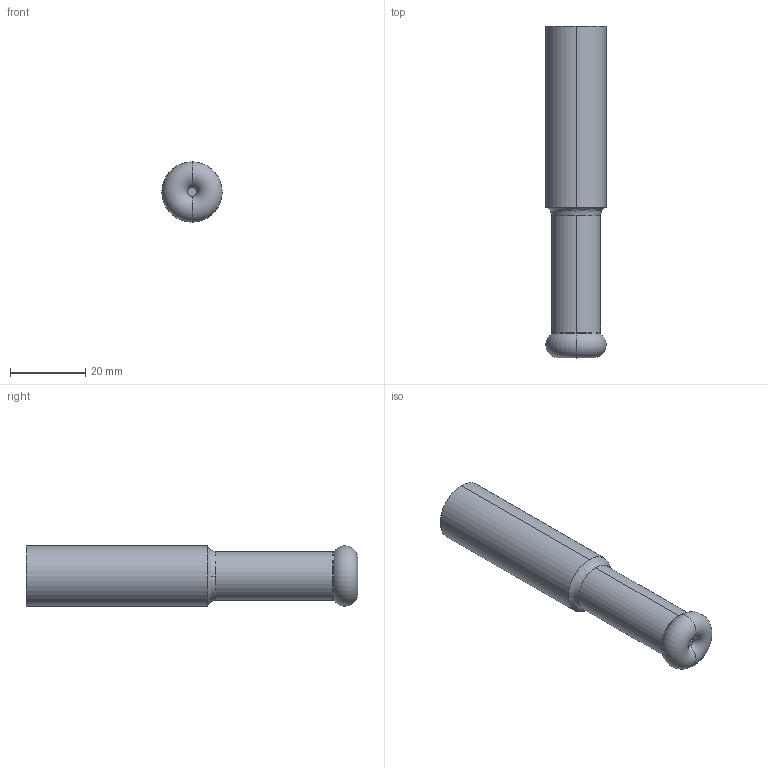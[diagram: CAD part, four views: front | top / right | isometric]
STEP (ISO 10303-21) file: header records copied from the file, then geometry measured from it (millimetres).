
FILE_DESCRIPTION (( 'STEP AP203' ), '1' );
FILE_NAME ('S806w-16-40-02-72-.STEP', '2019-04-01T11:32:15', ( '' ), ( '' ), 'SwSTEP 2.0', 'SolidWorks 2018', '' );
FILE_SCHEMA (( 'CONFIG_CONTROL_DESIGN' ));
Length unit declared in the file: millimetre
Products named in the file (1): S806w-16-40-02-72-
Bounding box: 16 x 88 x 16 mm (x, y, z)
Volume: 15207.2 mm3; surface area: 4513.6 mm2
Topology: 1 solids, 1 shells, 16 faces, 40 edges, 25 vertices
Faces by surface type: cylinder 6, bspline 4, cone 2, torus 2, plane 2
Entity records: 605 total; most frequent: CARTESIAN_POINT 140, DIRECTION 94, ORIENTED_EDGE 76, AXIS2_PLACEMENT_3D 43, EDGE_CURVE 38, CIRCLE 30, VERTEX_POINT 25, EDGE_LOOP 17
